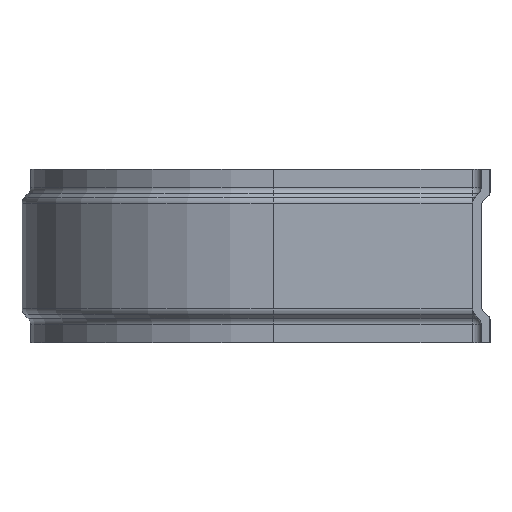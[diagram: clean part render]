
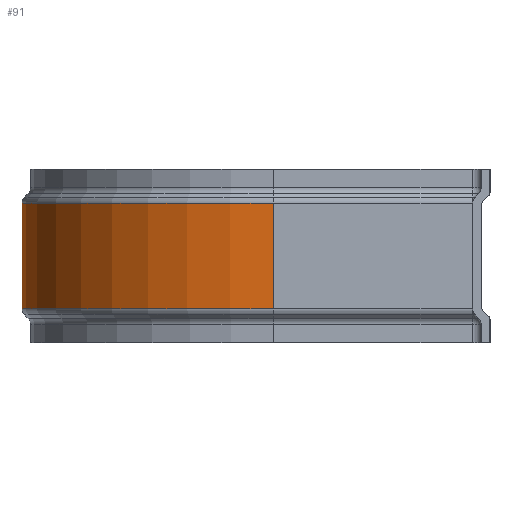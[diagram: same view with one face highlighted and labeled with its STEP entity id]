
A CAD part, left-side view. The second image highlights one B-rep face of the part: STEP entity #91.
In plain terms, the highlighted cylindrical face has radius 58 mm (diameter 116 mm), a partial arc.
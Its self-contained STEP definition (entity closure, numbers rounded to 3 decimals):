
#40 = VERTEX_POINT ( 'NONE', #1127 ) ;
#91 = ADVANCED_FACE ( 'NONE', ( #3328 ), #3034, .T. ) ;
#131 = VERTEX_POINT ( 'NONE', #1529 ) ;
#347 = DIRECTION ( 'NONE',  ( 1., 0., 0. ) ) ;
#402 = CARTESIAN_POINT ( 'NONE',  ( 58., 50., 12.172 ) ) ;
#548 = CIRCLE ( 'NONE', #2877, 58. ) ;
#585 = EDGE_CURVE ( 'NONE', #40, #1912, #1165, .T. ) ;
#619 = DIRECTION ( 'NONE',  ( 0., 0., 1. ) ) ;
#715 = EDGE_CURVE ( 'NONE', #1658, #40, #1604, .T. ) ;
#775 = CARTESIAN_POINT ( 'NONE',  ( 58., 50., -12.172 ) ) ;
#809 = VECTOR ( 'NONE', #2804, 1000. ) ;
#985 = DIRECTION ( 'NONE',  ( 0., 0., 1. ) ) ;
#1005 = CARTESIAN_POINT ( 'NONE',  ( -58., 50., 12.172 ) ) ;
#1123 = DIRECTION ( 'NONE',  ( 0., 0., 1. ) ) ;
#1127 = CARTESIAN_POINT ( 'NONE',  ( 58., 50., 12.172 ) ) ;
#1165 = CIRCLE ( 'NONE', #3872, 58. ) ;
#1331 = LINE ( 'NONE', #3775, #809 ) ;
#1357 = DIRECTION ( 'NONE',  ( 0., 0., 1. ) ) ;
#1529 = CARTESIAN_POINT ( 'NONE',  ( -58., 50., -12.172 ) ) ;
#1602 = ORIENTED_EDGE ( 'NONE', *, *, #585, .F. ) ;
#1604 = LINE ( 'NONE', #402, #3050 ) ;
#1658 = VERTEX_POINT ( 'NONE', #775 ) ;
#1761 = ORIENTED_EDGE ( 'NONE', *, *, #3557, .T. ) ;
#1816 = DIRECTION ( 'NONE',  ( 0., 1., 0. ) ) ;
#1912 = VERTEX_POINT ( 'NONE', #1005 ) ;
#2072 = ORIENTED_EDGE ( 'NONE', *, *, #715, .F. ) ;
#2112 = CARTESIAN_POINT ( 'NONE',  ( 0., 50., 12.172 ) ) ;
#2538 = CARTESIAN_POINT ( 'NONE',  ( 0., 50., -12.172 ) ) ;
#2708 = ORIENTED_EDGE ( 'NONE', *, *, #3869, .F. ) ;
#2804 = DIRECTION ( 'NONE',  ( 0., 0., -1. ) ) ;
#2852 = EDGE_LOOP ( 'NONE', ( #1761, #2708, #1602, #2072 ) ) ;
#2877 = AXIS2_PLACEMENT_3D ( 'NONE', #2538, #1123, #3450 ) ;
#3034 = CYLINDRICAL_SURFACE ( 'NONE', #3526, 58. ) ;
#3050 = VECTOR ( 'NONE', #1357, 1000. ) ;
#3328 = FACE_OUTER_BOUND ( 'NONE', #2852, .T. ) ;
#3450 = DIRECTION ( 'NONE',  ( 0., 1., 0. ) ) ;
#3526 = AXIS2_PLACEMENT_3D ( 'NONE', #3678, #985, #347 ) ;
#3557 = EDGE_CURVE ( 'NONE', #1658, #131, #548, .T. ) ;
#3678 = CARTESIAN_POINT ( 'NONE',  ( 0., 50., 0. ) ) ;
#3775 = CARTESIAN_POINT ( 'NONE',  ( -58., 50., 12.172 ) ) ;
#3869 = EDGE_CURVE ( 'NONE', #1912, #131, #1331, .T. ) ;
#3872 = AXIS2_PLACEMENT_3D ( 'NONE', #2112, #619, #1816 ) ;
